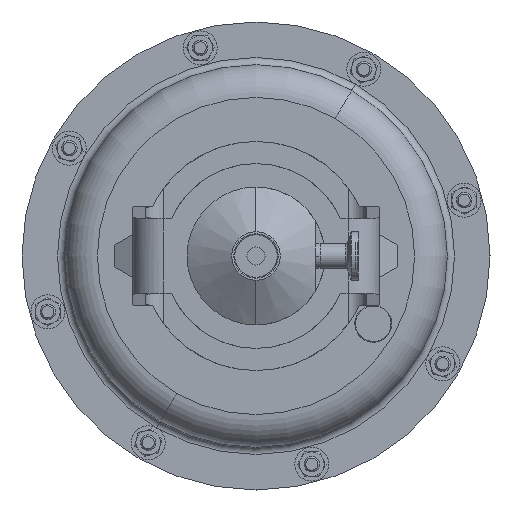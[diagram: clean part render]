
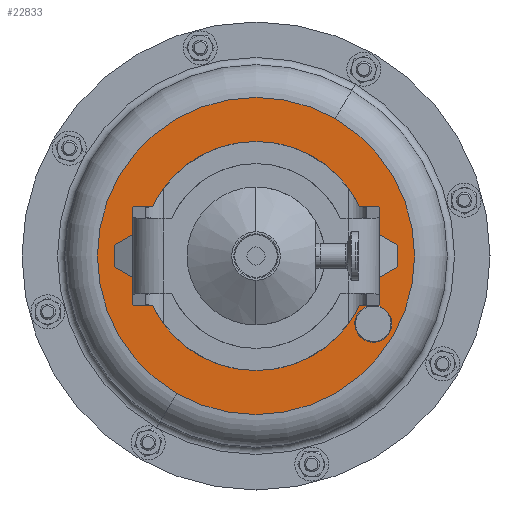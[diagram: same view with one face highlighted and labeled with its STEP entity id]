
A CAD part, front view. The second image highlights one B-rep face of the part: STEP entity #22833.
In plain terms, the highlighted planar face has unit normal (0, -1, 0).
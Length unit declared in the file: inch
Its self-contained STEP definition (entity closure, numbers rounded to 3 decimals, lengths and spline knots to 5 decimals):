
#1298 = VERTEX_POINT ( 'NONE', #24460 ) ;
#2698 = AXIS2_PLACEMENT_3D ( 'NONE', #4446, #5161, #16888 ) ;
#3102 = CARTESIAN_POINT ( 'NONE',  ( 2.38157, 8.578, -1.375 ) ) ;
#3555 = AXIS2_PLACEMENT_3D ( 'NONE', #3102, #19475, #24022 ) ;
#4369 = DIRECTION ( 'NONE',  ( 0., -1., 0. ) ) ;
#4446 = CARTESIAN_POINT ( 'NONE',  ( 0., 8.578, 0. ) ) ;
#4528 = DIRECTION ( 'NONE',  ( 0., 1., 0. ) ) ;
#5161 = DIRECTION ( 'NONE',  ( 0., 1., 0. ) ) ;
#5938 = DIRECTION ( 'NONE',  ( 0.5, 0., 0.866 ) ) ;
#6192 = CARTESIAN_POINT ( 'NONE',  ( 0., 8.578, -2.325 ) ) ;
#6693 = CARTESIAN_POINT ( 'NONE',  ( 0., 8.578, 0. ) ) ;
#6841 = PLANE ( 'NONE',  #11881 ) ;
#7437 = VERTEX_POINT ( 'NONE', #21421 ) ;
#7717 = EDGE_CURVE ( 'NONE', #10425, #21416, #12056, .T. ) ;
#7942 = AXIS2_PLACEMENT_3D ( 'NONE', #18158, #27337, #5938 ) ;
#8341 = ORIENTED_EDGE ( 'NONE', *, *, #25800, .T. ) ;
#10425 = VERTEX_POINT ( 'NONE', #14926 ) ;
#10590 = CIRCLE ( 'NONE', #7942, 3.219 ) ;
#10753 = ORIENTED_EDGE ( 'NONE', *, *, #25642, .T. ) ;
#11087 = CARTESIAN_POINT ( 'NONE',  ( 2.38157, 8.578, -1.375 ) ) ;
#11373 = AXIS2_PLACEMENT_3D ( 'NONE', #6693, #4528, #18622 ) ;
#11649 = EDGE_LOOP ( 'NONE', ( #8341, #16337 ) ) ;
#11881 = AXIS2_PLACEMENT_3D ( 'NONE', #23223, #4369, #13910 ) ;
#12056 = CIRCLE ( 'NONE', #21213, 2.325 ) ;
#12415 = VERTEX_POINT ( 'NONE', #13259 ) ;
#12586 = FACE_BOUND ( 'NONE', #28269, .T. ) ;
#12591 = ORIENTED_EDGE ( 'NONE', *, *, #29649, .F. ) ;
#13259 = CARTESIAN_POINT ( 'NONE',  ( 1.6095, 8.578, 2.78774 ) ) ;
#13444 = DIRECTION ( 'NONE',  ( 0., 1., 0. ) ) ;
#13910 = DIRECTION ( 'NONE',  ( -0.5, 0., -0.866 ) ) ;
#14926 = CARTESIAN_POINT ( 'NONE',  ( 0., 8.578, 2.325 ) ) ;
#15715 = CARTESIAN_POINT ( 'NONE',  ( -1.6095, 8.578, -2.78774 ) ) ;
#15910 = DIRECTION ( 'NONE',  ( 0., 0., -1. ) ) ;
#16337 = ORIENTED_EDGE ( 'NONE', *, *, #21024, .T. ) ;
#16888 = DIRECTION ( 'NONE',  ( 0., 0., -1. ) ) ;
#18158 = CARTESIAN_POINT ( 'NONE',  ( 0., 8.578, 0. ) ) ;
#18388 = DIRECTION ( 'NONE',  ( 0., 1., 0. ) ) ;
#18622 = DIRECTION ( 'NONE',  ( 0.5, 0., 0.866 ) ) ;
#19011 = ORIENTED_EDGE ( 'NONE', *, *, #7717, .T. ) ;
#19236 = CIRCLE ( 'NONE', #2698, 2.325 ) ;
#19475 = DIRECTION ( 'NONE',  ( 0., 1., 0. ) ) ;
#20471 = DIRECTION ( 'NONE',  ( 0.605, 0., 0.796 ) ) ;
#21024 = EDGE_CURVE ( 'NONE', #7437, #1298, #30373, .T. ) ;
#21062 = AXIS2_PLACEMENT_3D ( 'NONE', #11087, #13444, #20471 ) ;
#21213 = AXIS2_PLACEMENT_3D ( 'NONE', #23137, #18388, #15910 ) ;
#21416 = VERTEX_POINT ( 'NONE', #6192 ) ;
#21421 = CARTESIAN_POINT ( 'NONE',  ( 2.1546, 8.578, -1.67351 ) ) ;
#21454 = FACE_BOUND ( 'NONE', #11649, .T. ) ;
#22833 = ADVANCED_FACE ( 'NONE', ( #12586, #27715, #21454 ), #6841, .T. ) ;
#22873 = CIRCLE ( 'NONE', #11373, 3.219 ) ;
#22903 = CIRCLE ( 'NONE', #21062, 0.375 ) ;
#23137 = CARTESIAN_POINT ( 'NONE',  ( 0., 8.578, 0. ) ) ;
#23223 = CARTESIAN_POINT ( 'NONE',  ( 2.78774, 8.578, -1.6095 ) ) ;
#24022 = DIRECTION ( 'NONE',  ( 0.605, 0., 0.796 ) ) ;
#24027 = EDGE_LOOP ( 'NONE', ( #12591, #28543 ) ) ;
#24460 = CARTESIAN_POINT ( 'NONE',  ( 2.60854, 8.578, -1.07649 ) ) ;
#25642 = EDGE_CURVE ( 'NONE', #21416, #10425, #19236, .T. ) ;
#25800 = EDGE_CURVE ( 'NONE', #1298, #7437, #22903, .T. ) ;
#26792 = EDGE_CURVE ( 'NONE', #28262, #12415, #22873, .T. ) ;
#27337 = DIRECTION ( 'NONE',  ( 0., 1., 0. ) ) ;
#27715 = FACE_OUTER_BOUND ( 'NONE', #24027, .T. ) ;
#28262 = VERTEX_POINT ( 'NONE', #15715 ) ;
#28269 = EDGE_LOOP ( 'NONE', ( #10753, #19011 ) ) ;
#28543 = ORIENTED_EDGE ( 'NONE', *, *, #26792, .F. ) ;
#29649 = EDGE_CURVE ( 'NONE', #12415, #28262, #10590, .T. ) ;
#30373 = CIRCLE ( 'NONE', #3555, 0.375 ) ;
